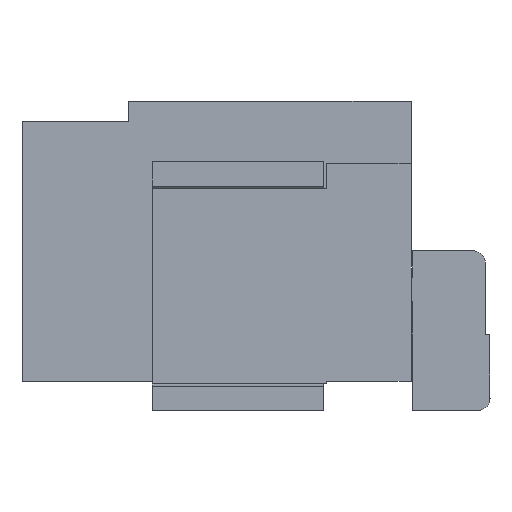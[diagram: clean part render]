
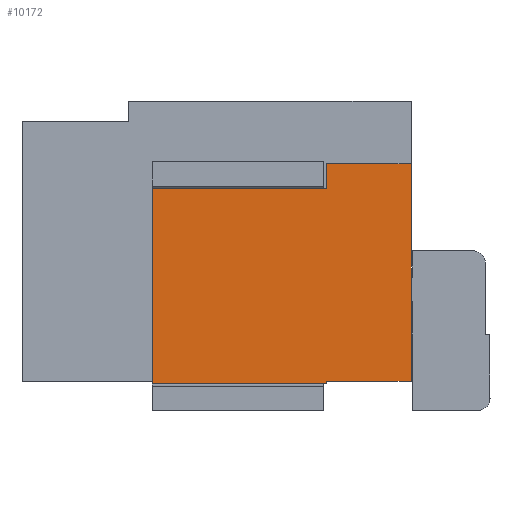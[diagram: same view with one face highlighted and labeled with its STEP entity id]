
A CAD part, left-side view. The second image highlights one B-rep face of the part: STEP entity #10172.
In plain terms, the highlighted planar face has unit normal (-1, 0, 0).
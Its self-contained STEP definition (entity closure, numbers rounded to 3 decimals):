
#2430=ORIENTED_EDGE('',*,*,#3574,.F.);
#2431=ORIENTED_EDGE('',*,*,#4404,.F.);
#2432=ORIENTED_EDGE('',*,*,#4405,.T.);
#2433=ORIENTED_EDGE('',*,*,#4406,.F.);
#2434=ORIENTED_EDGE('',*,*,#4407,.F.);
#2435=ORIENTED_EDGE('',*,*,#4408,.T.);
#2436=ORIENTED_EDGE('',*,*,#4409,.T.);
#2437=ORIENTED_EDGE('',*,*,#3595,.T.);
#3574=EDGE_CURVE('',#5004,#5005,#5975,.T.);
#3595=EDGE_CURVE('',#5022,#5005,#5996,.T.);
#4404=EDGE_CURVE('',#5522,#5004,#6745,.T.);
#4405=EDGE_CURVE('',#5522,#5523,#6746,.T.);
#4406=EDGE_CURVE('',#5524,#5523,#6747,.T.);
#4407=EDGE_CURVE('',#5525,#5524,#6748,.T.);
#4408=EDGE_CURVE('',#5525,#5526,#6749,.T.);
#4409=EDGE_CURVE('',#5526,#5022,#6750,.T.);
#5004=VERTEX_POINT('',#17689);
#5005=VERTEX_POINT('',#17691);
#5022=VERTEX_POINT('',#17730);
#5522=VERTEX_POINT('',#19374);
#5523=VERTEX_POINT('',#19378);
#5524=VERTEX_POINT('',#19380);
#5525=VERTEX_POINT('',#19382);
#5526=VERTEX_POINT('',#19384);
#5975=LINE('',#17690,#7084);
#5996=LINE('',#17729,#7105);
#6745=LINE('',#19375,#7854);
#6746=LINE('',#19377,#7855);
#6747=LINE('',#19379,#7856);
#6748=LINE('',#19381,#7857);
#6749=LINE('',#19383,#7858);
#6750=LINE('',#19385,#7859);
#7084=VECTOR('',#15225,1000.);
#7105=VECTOR('',#15248,1000.);
#7854=VECTOR('',#16789,1000.);
#7855=VECTOR('',#16792,1000.);
#7856=VECTOR('',#16793,1000.);
#7857=VECTOR('',#16794,1000.);
#7858=VECTOR('',#16795,1000.);
#7859=VECTOR('',#16796,1000.);
#8437=EDGE_LOOP('',(#2430,#2431,#2432,#2433,#2434,#2435,#2436,#2437));
#9068=FACE_BOUND('',#8437,.T.);
#9631=PLANE('',#14776);
#10172=ADVANCED_FACE('',(#9068),#9631,.T.);
#14776=AXIS2_PLACEMENT_3D('',#19376,#16790,#16791);
#15225=DIRECTION('',(0.,0.,-1.));
#15248=DIRECTION('',(0.,-1.,0.));
#16789=DIRECTION('',(0.,-1.,0.));
#16790=DIRECTION('',(-1.,0.,0.));
#16791=DIRECTION('',(0.,0.,1.));
#16792=DIRECTION('',(0.,0.,-1.));
#16793=DIRECTION('',(0.,-1.,0.));
#16794=DIRECTION('',(0.,0.,1.));
#16795=DIRECTION('',(0.,-1.,0.));
#16796=DIRECTION('',(0.,0.,1.));
#17689=CARTESIAN_POINT('',(-12.039,0.457,2.823));
#17690=CARTESIAN_POINT('',(-12.039,0.457,2.823));
#17691=CARTESIAN_POINT('',(-12.039,0.457,0.334));
#17729=CARTESIAN_POINT('',(-12.039,1.422,0.334));
#17730=CARTESIAN_POINT('',(-12.039,1.422,0.334));
#19374=CARTESIAN_POINT('',(-12.039,1.422,2.823));
#19375=CARTESIAN_POINT('',(-12.039,1.422,2.823));
#19376=CARTESIAN_POINT('',(-12.039,1.422,2.823));
#19377=CARTESIAN_POINT('',(-12.039,1.422,2.823));
#19378=CARTESIAN_POINT('',(-12.039,1.422,2.54));
#19379=CARTESIAN_POINT('',(-12.039,3.416,2.54));
#19380=CARTESIAN_POINT('',(-12.039,3.416,2.54));
#19381=CARTESIAN_POINT('',(-12.039,3.416,2.54));
#19382=CARTESIAN_POINT('',(-12.039,3.416,0.305));
#19383=CARTESIAN_POINT('',(-12.039,3.416,0.305));
#19384=CARTESIAN_POINT('',(-12.039,1.422,0.305));
#19385=CARTESIAN_POINT('',(-12.039,1.422,2.54));
